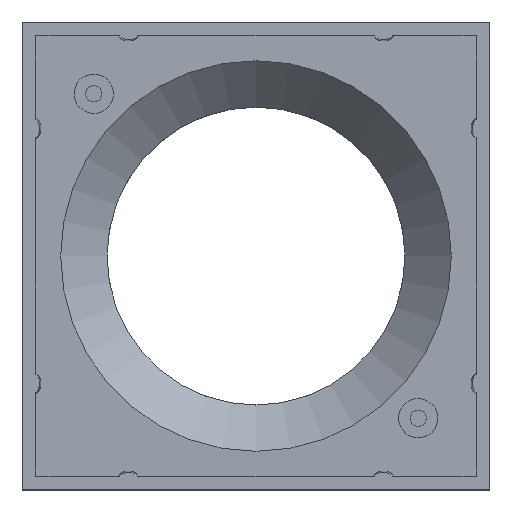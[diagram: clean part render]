
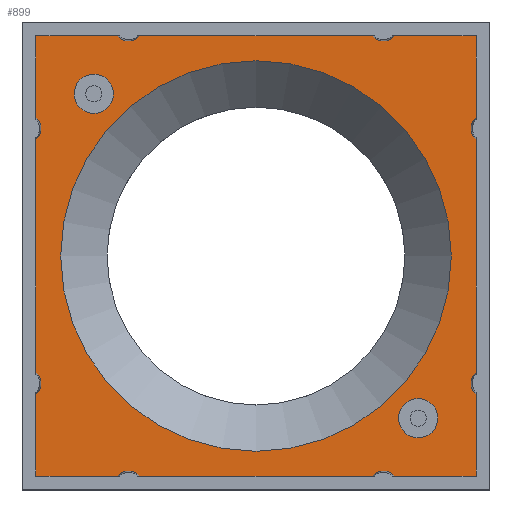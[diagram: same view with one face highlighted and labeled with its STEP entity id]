
A CAD part, top view. The second image highlights one B-rep face of the part: STEP entity #899.
In plain terms, the highlighted planar face has unit normal (0, 0, 1).
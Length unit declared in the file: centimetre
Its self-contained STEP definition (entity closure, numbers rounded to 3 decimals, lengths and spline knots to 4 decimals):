
#44=FACE_BOUND('',#195,.T.);
#45=FACE_BOUND('',#196,.T.);
#46=FACE_BOUND('',#197,.T.);
#74=PLANE('',#1123);
#122=FACE_OUTER_BOUND('',#194,.T.);
#194=EDGE_LOOP('',(#646,#647,#648,#649,#650,#651,#652,#653,#654,#655,#656,
#657,#658,#659,#660,#661,#662,#663,#664,#665));
#195=EDGE_LOOP('',(#666));
#196=EDGE_LOOP('',(#667));
#197=EDGE_LOOP('',(#668));
#277=CIRCLE('',#1095,3.1704);
#279=CIRCLE('',#1098,3.1704);
#281=CIRCLE('',#1101,3.1704);
#283=CIRCLE('',#1104,3.1704);
#285=CIRCLE('',#1107,3.1704);
#287=CIRCLE('',#1110,3.1704);
#289=CIRCLE('',#1113,3.1704);
#291=CIRCLE('',#1116,3.1704);
#292=CIRCLE('',#1124,42.15);
#293=CIRCLE('',#1125,4.25);
#294=CIRCLE('',#1126,4.25);
#355=VERTEX_POINT('',#1574);
#357=VERTEX_POINT('',#1580);
#359=VERTEX_POINT('',#1587);
#361=VERTEX_POINT('',#1593);
#363=VERTEX_POINT('',#1600);
#365=VERTEX_POINT('',#1606);
#367=VERTEX_POINT('',#1613);
#369=VERTEX_POINT('',#1619);
#371=VERTEX_POINT('',#1626);
#373=VERTEX_POINT('',#1632);
#375=VERTEX_POINT('',#1639);
#377=VERTEX_POINT('',#1645);
#379=VERTEX_POINT('',#1652);
#381=VERTEX_POINT('',#1658);
#383=VERTEX_POINT('',#1665);
#385=VERTEX_POINT('',#1671);
#387=VERTEX_POINT('',#1679);
#389=VERTEX_POINT('',#1688);
#391=VERTEX_POINT('',#1697);
#392=VERTEX_POINT('',#1708);
#393=VERTEX_POINT('',#1711);
#394=VERTEX_POINT('',#1713);
#395=VERTEX_POINT('',#1715);
#451=EDGE_CURVE('',#355,#357,#277,.T.);
#455=EDGE_CURVE('',#359,#361,#279,.T.);
#459=EDGE_CURVE('',#363,#365,#281,.T.);
#463=EDGE_CURVE('',#367,#369,#283,.T.);
#467=EDGE_CURVE('',#371,#373,#285,.T.);
#471=EDGE_CURVE('',#375,#377,#287,.T.);
#475=EDGE_CURVE('',#379,#381,#289,.T.);
#479=EDGE_CURVE('',#383,#385,#291,.T.);
#482=EDGE_CURVE('',#387,#373,#964,.F.);
#484=EDGE_CURVE('',#371,#357,#966,.F.);
#487=EDGE_CURVE('',#389,#377,#969,.F.);
#489=EDGE_CURVE('',#375,#361,#971,.F.);
#492=EDGE_CURVE('',#391,#365,#974,.F.);
#493=EDGE_CURVE('',#379,#387,#975,.F.);
#495=EDGE_CURVE('',#363,#381,#977,.F.);
#496=EDGE_CURVE('',#359,#391,#978,.F.);
#497=EDGE_CURVE('',#383,#389,#979,.F.);
#498=EDGE_CURVE('',#367,#385,#980,.F.);
#499=EDGE_CURVE('',#392,#369,#981,.F.);
#500=EDGE_CURVE('',#355,#392,#982,.F.);
#501=EDGE_CURVE('',#393,#393,#292,.T.);
#502=EDGE_CURVE('',#394,#394,#293,.T.);
#503=EDGE_CURVE('',#395,#395,#294,.T.);
#646=ORIENTED_EDGE('',*,*,#451,.T.);
#647=ORIENTED_EDGE('',*,*,#484,.F.);
#648=ORIENTED_EDGE('',*,*,#467,.T.);
#649=ORIENTED_EDGE('',*,*,#482,.F.);
#650=ORIENTED_EDGE('',*,*,#493,.F.);
#651=ORIENTED_EDGE('',*,*,#475,.T.);
#652=ORIENTED_EDGE('',*,*,#495,.F.);
#653=ORIENTED_EDGE('',*,*,#459,.T.);
#654=ORIENTED_EDGE('',*,*,#492,.F.);
#655=ORIENTED_EDGE('',*,*,#496,.F.);
#656=ORIENTED_EDGE('',*,*,#455,.T.);
#657=ORIENTED_EDGE('',*,*,#489,.F.);
#658=ORIENTED_EDGE('',*,*,#471,.T.);
#659=ORIENTED_EDGE('',*,*,#487,.F.);
#660=ORIENTED_EDGE('',*,*,#497,.F.);
#661=ORIENTED_EDGE('',*,*,#479,.T.);
#662=ORIENTED_EDGE('',*,*,#498,.F.);
#663=ORIENTED_EDGE('',*,*,#463,.T.);
#664=ORIENTED_EDGE('',*,*,#499,.F.);
#665=ORIENTED_EDGE('',*,*,#500,.F.);
#666=ORIENTED_EDGE('',*,*,#501,.F.);
#667=ORIENTED_EDGE('',*,*,#502,.T.);
#668=ORIENTED_EDGE('',*,*,#503,.T.);
#899=ADVANCED_FACE('',(#122,#44,#45,#46),#74,.T.);
#964=LINE('',#1681,#1029);
#966=LINE('',#1684,#1031);
#969=LINE('',#1690,#1034);
#971=LINE('',#1693,#1036);
#974=LINE('',#1699,#1039);
#975=LINE('',#1701,#1040);
#977=LINE('',#1704,#1042);
#978=LINE('',#1705,#1043);
#979=LINE('',#1706,#1044);
#980=LINE('',#1707,#1045);
#981=LINE('',#1709,#1046);
#982=LINE('',#1710,#1047);
#1029=VECTOR('',#1285,10.);
#1031=VECTOR('',#1289,10.);
#1034=VECTOR('',#1294,10.);
#1036=VECTOR('',#1298,10.);
#1039=VECTOR('',#1303,10.);
#1040=VECTOR('',#1306,10.);
#1042=VECTOR('',#1310,10.);
#1043=VECTOR('',#1311,10.);
#1044=VECTOR('',#1312,10.);
#1045=VECTOR('',#1313,10.);
#1046=VECTOR('',#1314,10.);
#1047=VECTOR('',#1315,10.);
#1095=AXIS2_PLACEMENT_3D('',#1584,#1237,#1238);
#1098=AXIS2_PLACEMENT_3D('',#1597,#1243,#1244);
#1101=AXIS2_PLACEMENT_3D('',#1610,#1249,#1250);
#1104=AXIS2_PLACEMENT_3D('',#1623,#1255,#1256);
#1107=AXIS2_PLACEMENT_3D('',#1636,#1261,#1262);
#1110=AXIS2_PLACEMENT_3D('',#1649,#1267,#1268);
#1113=AXIS2_PLACEMENT_3D('',#1662,#1273,#1274);
#1116=AXIS2_PLACEMENT_3D('',#1675,#1279,#1280);
#1123=AXIS2_PLACEMENT_3D('',#1703,#1308,#1309);
#1124=AXIS2_PLACEMENT_3D('',#1712,#1316,#1317);
#1125=AXIS2_PLACEMENT_3D('',#1714,#1318,#1319);
#1126=AXIS2_PLACEMENT_3D('',#1716,#1320,#1321);
#1237=DIRECTION('center_axis',(0.,0.,
-1.));
#1238=DIRECTION('ref_axis',(-0.69,-0.724,0.));
#1243=DIRECTION('center_axis',(0.,0.,
-1.));
#1244=DIRECTION('ref_axis',(0.69,0.724,0.));
#1249=DIRECTION('center_axis',(0.,0.,
-1.));
#1250=DIRECTION('ref_axis',(0.724,-0.69,0.));
#1255=DIRECTION('center_axis',(0.,0.,
-1.));
#1256=DIRECTION('ref_axis',(-0.724,0.69,0.));
#1261=DIRECTION('center_axis',(0.,0.,
-1.));
#1262=DIRECTION('ref_axis',(-0.69,-0.724,0.));
#1267=DIRECTION('center_axis',(0.,0.,
-1.));
#1268=DIRECTION('ref_axis',(0.69,0.724,0.));
#1273=DIRECTION('center_axis',(0.,0.,
-1.));
#1274=DIRECTION('ref_axis',(0.724,-0.69,0.));
#1279=DIRECTION('center_axis',(0.,0.,
-1.));
#1280=DIRECTION('ref_axis',(-0.724,0.69,0.));
#1285=DIRECTION('',(-1.,0.,0.));
#1289=DIRECTION('',(-1.,0.,0.));
#1294=DIRECTION('',(1.,0.,0.));
#1298=DIRECTION('',(1.,0.,0.));
#1303=DIRECTION('',(0.,-1.,0.));
#1306=DIRECTION('',(0.,-1.,0.));
#1308=DIRECTION('center_axis',(0.,0.,
1.));
#1309=DIRECTION('ref_axis',(0.,-1.,0.));
#1310=DIRECTION('',(0.,-1.,0.));
#1311=DIRECTION('',(1.,0.,0.));
#1312=DIRECTION('',(0.,1.,0.));
#1313=DIRECTION('',(0.,1.,0.));
#1314=DIRECTION('',(0.,1.,0.));
#1315=DIRECTION('',(-1.,0.,0.));
#1316=DIRECTION('center_axis',(0.,0.,
1.));
#1317=DIRECTION('ref_axis',(1.,0.,0.));
#1318=DIRECTION('center_axis',(0.,0.,
-1.));
#1319=DIRECTION('ref_axis',(1.,0.,0.));
#1320=DIRECTION('center_axis',(0.,0.,
-1.));
#1321=DIRECTION('ref_axis',(1.,0.,0.));
#1574=CARTESIAN_POINT('',(29.8751,47.5,144.));
#1580=CARTESIAN_POINT('',(25.1249,47.5,144.));
#1584=CARTESIAN_POINT('Origin',(27.5,49.6,144.));
#1587=CARTESIAN_POINT('',(-29.8751,-47.5,144.));
#1593=CARTESIAN_POINT('',(-25.1249,-47.5,144.));
#1597=CARTESIAN_POINT('Origin',(-27.5,-49.6,144.));
#1600=CARTESIAN_POINT('',(-47.5,-25.1249,144.));
#1606=CARTESIAN_POINT('',(-47.5,-29.8751,144.));
#1610=CARTESIAN_POINT('Origin',(-49.6,-27.5,144.));
#1613=CARTESIAN_POINT('',(47.5,25.1249,144.));
#1619=CARTESIAN_POINT('',(47.5,29.8751,144.));
#1623=CARTESIAN_POINT('Origin',(49.6,27.5,144.));
#1626=CARTESIAN_POINT('',(-25.1249,47.5,144.));
#1632=CARTESIAN_POINT('',(-29.8751,47.5,144.));
#1636=CARTESIAN_POINT('Origin',(-27.5,49.6,144.));
#1639=CARTESIAN_POINT('',(25.1249,-47.5,144.));
#1645=CARTESIAN_POINT('',(29.8751,-47.5,144.));
#1649=CARTESIAN_POINT('Origin',(27.5,-49.6,144.));
#1652=CARTESIAN_POINT('',(-47.5,29.8751,144.));
#1658=CARTESIAN_POINT('',(-47.5,25.1249,144.));
#1662=CARTESIAN_POINT('Origin',(-49.6,27.5,144.));
#1665=CARTESIAN_POINT('',(47.5,-29.8751,144.));
#1671=CARTESIAN_POINT('',(47.5,-25.1249,144.));
#1675=CARTESIAN_POINT('Origin',(49.6,-27.5,144.));
#1679=CARTESIAN_POINT('',(-47.5,47.5,144.));
#1681=CARTESIAN_POINT('',(0.25,47.5,144.));
#1684=CARTESIAN_POINT('',(0.25,47.5,144.));
#1688=CARTESIAN_POINT('',(47.5,-47.5,144.));
#1690=CARTESIAN_POINT('',(-50.25,-47.5,144.));
#1693=CARTESIAN_POINT('',(-50.25,-47.5,144.));
#1697=CARTESIAN_POINT('',(-47.5,-47.5,144.));
#1699=CARTESIAN_POINT('',(-47.5,25.25,144.));
#1701=CARTESIAN_POINT('',(-47.5,25.25,144.));
#1703=CARTESIAN_POINT('Origin',(-42.15,0.,144.));
#1704=CARTESIAN_POINT('',(-47.5,25.25,144.));
#1705=CARTESIAN_POINT('',(-50.25,-47.5,144.));
#1706=CARTESIAN_POINT('',(47.5,-25.25,144.));
#1707=CARTESIAN_POINT('',(47.5,-25.25,144.));
#1708=CARTESIAN_POINT('',(47.5,47.5,144.));
#1709=CARTESIAN_POINT('',(47.5,-25.25,144.));
#1710=CARTESIAN_POINT('',(0.25,47.5,144.));
#1711=CARTESIAN_POINT('',(42.15,0.,144.));
#1712=CARTESIAN_POINT('Origin',(0.,0.,
144.));
#1713=CARTESIAN_POINT('',(-39.25,35.,144.));
#1714=CARTESIAN_POINT('Origin',(-35.,35.,144.));
#1715=CARTESIAN_POINT('',(30.75,-35.,144.));
#1716=CARTESIAN_POINT('Origin',(35.,-35.,144.));
